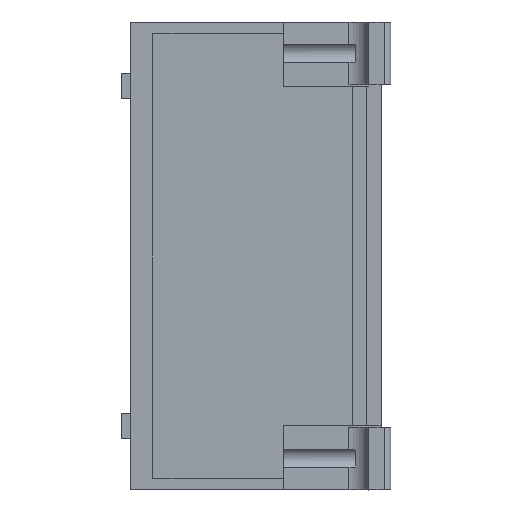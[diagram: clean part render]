
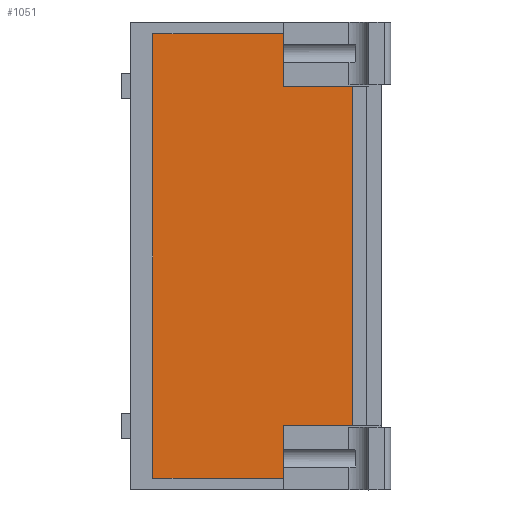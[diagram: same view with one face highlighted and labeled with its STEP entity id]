
A CAD part, left-side view. The second image highlights one B-rep face of the part: STEP entity #1051.
In plain terms, the highlighted planar face has unit normal (-1, 0, 0).
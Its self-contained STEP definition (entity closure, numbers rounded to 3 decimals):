
#50=PLANE('',#1131);
#106=FACE_OUTER_BOUND('',#164,.T.);
#164=EDGE_LOOP('',(#928,#929,#930,#931,#932,#933,#934,#935,#936,#937,#938,
#939));
#251=LINE('',#1576,#375);
#290=LINE('',#1673,#414);
#300=LINE('',#1694,#424);
#302=LINE('',#1698,#426);
#303=LINE('',#1701,#427);
#305=LINE('',#1705,#429);
#307=LINE('',#1709,#431);
#308=LINE('',#1710,#432);
#309=LINE('',#1711,#433);
#310=LINE('',#1713,#434);
#311=LINE('',#1715,#435);
#312=LINE('',#1716,#436);
#375=VECTOR('',#1254,10.);
#414=VECTOR('',#1351,10.);
#424=VECTOR('',#1369,10.);
#426=VECTOR('',#1373,10.);
#427=VECTOR('',#1376,10.);
#429=VECTOR('',#1380,10.);
#431=VECTOR('',#1384,10.);
#432=VECTOR('',#1385,10.);
#433=VECTOR('',#1386,10.);
#434=VECTOR('',#1387,10.);
#435=VECTOR('',#1388,10.);
#436=VECTOR('',#1389,10.);
#500=VERTEX_POINT('',#1561);
#501=VERTEX_POINT('',#1563);
#503=VERTEX_POINT('',#1570);
#504=VERTEX_POINT('',#1572);
#532=VERTEX_POINT('',#1670);
#533=VERTEX_POINT('',#1672);
#541=VERTEX_POINT('',#1696);
#542=VERTEX_POINT('',#1700);
#543=VERTEX_POINT('',#1704);
#544=VERTEX_POINT('',#1708);
#545=VERTEX_POINT('',#1712);
#546=VERTEX_POINT('',#1714);
#617=EDGE_CURVE('',#504,#503,#251,.T.);
#666=EDGE_CURVE('',#533,#532,#290,.T.);
#676=EDGE_CURVE('',#501,#500,#300,.T.);
#678=EDGE_CURVE('',#500,#541,#302,.T.);
#679=EDGE_CURVE('',#542,#501,#303,.T.);
#681=EDGE_CURVE('',#542,#543,#305,.T.);
#683=EDGE_CURVE('',#541,#544,#307,.T.);
#684=EDGE_CURVE('',#544,#533,#308,.T.);
#685=EDGE_CURVE('',#532,#504,#309,.T.);
#686=EDGE_CURVE('',#503,#545,#310,.T.);
#687=EDGE_CURVE('',#546,#545,#311,.T.);
#688=EDGE_CURVE('',#543,#546,#312,.T.);
#928=ORIENTED_EDGE('',*,*,#679,.T.);
#929=ORIENTED_EDGE('',*,*,#676,.T.);
#930=ORIENTED_EDGE('',*,*,#678,.T.);
#931=ORIENTED_EDGE('',*,*,#683,.T.);
#932=ORIENTED_EDGE('',*,*,#684,.T.);
#933=ORIENTED_EDGE('',*,*,#666,.T.);
#934=ORIENTED_EDGE('',*,*,#685,.T.);
#935=ORIENTED_EDGE('',*,*,#617,.T.);
#936=ORIENTED_EDGE('',*,*,#686,.T.);
#937=ORIENTED_EDGE('',*,*,#687,.F.);
#938=ORIENTED_EDGE('',*,*,#688,.F.);
#939=ORIENTED_EDGE('',*,*,#681,.F.);
#1051=ADVANCED_FACE('',(#106),#50,.T.);
#1131=AXIS2_PLACEMENT_3D('',#1707,#1382,#1383);
#1254=DIRECTION('',(0.,0.,1.));
#1351=DIRECTION('',(0.,1.,0.));
#1369=DIRECTION('',(0.,0.,1.));
#1373=DIRECTION('',(0.,0.,1.));
#1376=DIRECTION('',(0.,0.,1.));
#1380=DIRECTION('',(0.,1.,0.));
#1382=DIRECTION('center_axis',(-1.,0.,0.));
#1383=DIRECTION('ref_axis',(0.,0.,-1.));
#1384=DIRECTION('',(0.,-1.,0.));
#1385=DIRECTION('',(0.,0.,1.));
#1386=DIRECTION('',(0.,0.,1.));
#1387=DIRECTION('',(0.,0.,1.));
#1388=DIRECTION('',(0.,-1.,0.));
#1389=DIRECTION('',(0.,0.,1.));
#1561=CARTESIAN_POINT('',(143.1,-27.1,-69.737));
#1563=CARTESIAN_POINT('',(143.1,-27.1,-72.263));
#1570=CARTESIAN_POINT('',(143.1,-27.1,-7.737));
#1572=CARTESIAN_POINT('',(143.1,-27.1,-10.263));
#1576=CARTESIAN_POINT('',(143.1,-27.1,-6.5));
#1670=CARTESIAN_POINT('',(143.1,-27.1,-14.));
#1672=CARTESIAN_POINT('',(143.1,-37.6,-14.));
#1673=CARTESIAN_POINT('',(143.1,-29.1,-14.));
#1694=CARTESIAN_POINT('',(143.1,-27.1,-35.));
#1696=CARTESIAN_POINT('',(143.1,-27.1,-66.));
#1698=CARTESIAN_POINT('',(143.1,-27.1,-35.));
#1700=CARTESIAN_POINT('',(143.1,-27.1,-74.));
#1701=CARTESIAN_POINT('',(143.1,-27.1,-35.));
#1704=CARTESIAN_POINT('',(143.1,-7.1,-74.));
#1705=CARTESIAN_POINT('',(143.1,-23.6,-74.));
#1707=CARTESIAN_POINT('Origin',(143.1,-31.1,-4.));
#1708=CARTESIAN_POINT('',(143.1,-37.6,-66.));
#1709=CARTESIAN_POINT('',(143.1,-36.6,-66.));
#1710=CARTESIAN_POINT('',(143.1,-37.6,-9.));
#1711=CARTESIAN_POINT('',(143.1,-27.1,-6.5));
#1712=CARTESIAN_POINT('',(143.1,-27.1,-6.));
#1713=CARTESIAN_POINT('',(143.1,-27.1,-5.5));
#1714=CARTESIAN_POINT('',(143.1,-7.1,-6.));
#1715=CARTESIAN_POINT('',(143.1,-12.6,-6.));
#1716=CARTESIAN_POINT('',(143.1,-7.1,-57.));
